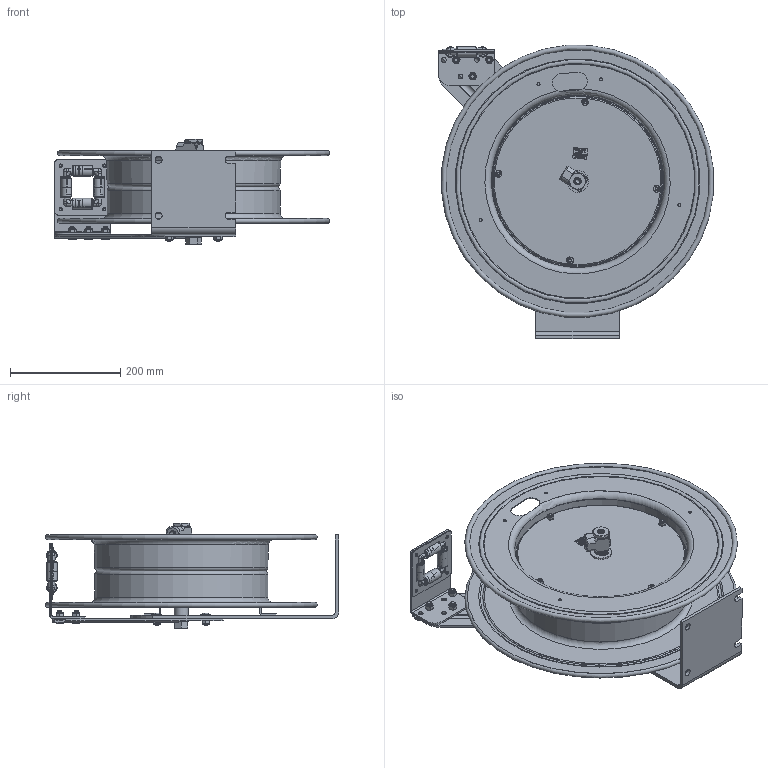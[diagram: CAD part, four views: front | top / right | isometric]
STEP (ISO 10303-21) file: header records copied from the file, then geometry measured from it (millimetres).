
FILE_DESCRIPTION(/* description */ (''),/* implementation_level */ '2;1');
FILE_NAME(/* name */ 'SHL-N-160_SHARED.stp',/* time_stamp */ '2020-02-11T08:52:20-07:00',/* author */ ('NMelton'),/* organization */ (''),/* preprocessor_version */ 'ST-DEVELOPER v17',/* originating_system */ 'Autodesk Inventor 2019',/* authorisation */ '');
FILE_SCHEMA (('AUTOMOTIVE_DESIGN { 1 0 10303 214 3 1 1 }'));
Products named in the file (1): SHL-N-160_SHARED
Bounding box: 499.47 x 532.66 x 192.28 mm (x, y, z)
Surface area: 1577370.7 mm2 (no closed solid volume)
Topology: 0 solids, 93 shells, 1939 faces, 8183 edges, 6041 vertices
Faces by surface type: plane 1053, cylinder 394, bspline 265, cone 131, torus 62, sphere 34
Full cylindrical faces by diameter (mm): 2.159 x2, 4.699 x4, 5.556 x3, 5.588 x5, 6.35 x12, 7.137 x4, 7.874 x6, 7.938 x3, 8.731 x7, 8.89 x2, 10.414 x1, 11.43 x3, 12.192 x7, 12.7 x2, 15.875 x1, 17.882 x1, 19.05 x4, 20.574 x1, 25.362 x1, 28.575 x1, 39.624 x1, 306.324 x1, 308.747 x1, 311.912 x1, 314.95 x1
Entity records: 88415 total; most frequent: CARTESIAN_POINT 23446, ORIENTED_EDGE 12097, DIRECTION 11665, EDGE_CURVE 8143, VERTEX_POINT 6041, LINE 4947, VECTOR 4947, AXIS2_PLACEMENT_3D 3359
